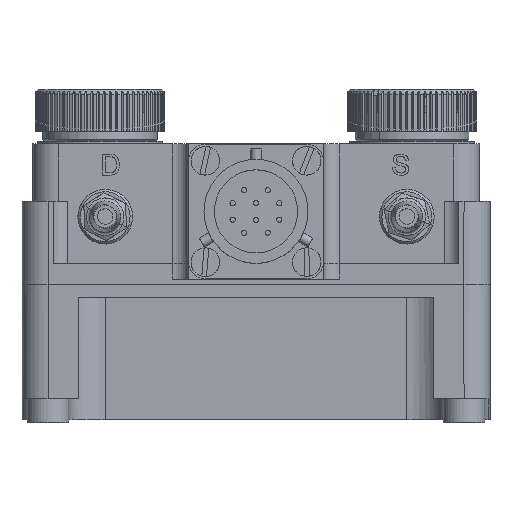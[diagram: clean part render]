
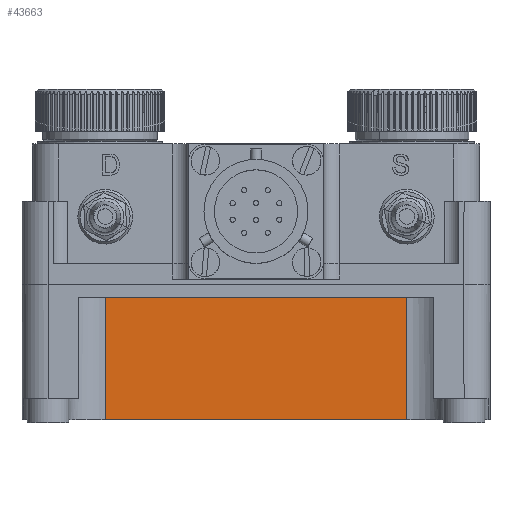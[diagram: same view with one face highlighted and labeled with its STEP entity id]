
A CAD part, top view. The second image highlights one B-rep face of the part: STEP entity #43663.
In plain terms, the highlighted planar face has unit normal (0, 0, 1).
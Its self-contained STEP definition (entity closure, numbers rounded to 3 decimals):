
#408 = EDGE_LOOP ( 'NONE', ( #5165, #18197, #21269, #8935 ) ) ;
#614 = EDGE_CURVE ( 'NONE', #17303, #27068, #6022, .T. ) ;
#698 = VERTEX_POINT ( 'NONE', #29980 ) ;
#2035 = LINE ( 'NONE', #4904, #6838 ) ;
#4904 = CARTESIAN_POINT ( 'NONE',  ( 36., -2.5, 17.8 ) ) ;
#5165 = ORIENTED_EDGE ( 'NONE', *, *, #18431, .F. ) ;
#5600 = EDGE_CURVE ( 'NONE', #26617, #698, #14321, .T. ) ;
#6022 = LINE ( 'NONE', #23159, #42562 ) ;
#6838 = VECTOR ( 'NONE', #8808, 1000. ) ;
#8808 = DIRECTION ( 'NONE',  ( 1., 0., 0. ) ) ;
#8935 = ORIENTED_EDGE ( 'NONE', *, *, #614, .T. ) ;
#9688 = CARTESIAN_POINT ( 'NONE',  ( 29., -2.5, 17.8 ) ) ;
#12414 = DIRECTION ( 'NONE',  ( 0., 0., -1. ) ) ;
#14034 = VECTOR ( 'NONE', #16995, 1000. ) ;
#14321 = LINE ( 'NONE', #38491, #23490 ) ;
#16992 = EDGE_CURVE ( 'NONE', #698, #17303, #30249, .T. ) ;
#16995 = DIRECTION ( 'NONE',  ( 1., 0., 0. ) ) ;
#17303 = VERTEX_POINT ( 'NONE', #43294 ) ;
#18197 = ORIENTED_EDGE ( 'NONE', *, *, #5600, .T. ) ;
#18431 = EDGE_CURVE ( 'NONE', #26617, #27068, #2035, .T. ) ;
#19639 = CARTESIAN_POINT ( 'NONE',  ( -29., -2.5, 17.8 ) ) ;
#20324 = CARTESIAN_POINT ( 'NONE',  ( 36., -26., 17.8 ) ) ;
#21269 = ORIENTED_EDGE ( 'NONE', *, *, #16992, .T. ) ;
#23159 = CARTESIAN_POINT ( 'NONE',  ( 29., -2.5, 17.8 ) ) ;
#23490 = VECTOR ( 'NONE', #38640, 1000. ) ;
#26617 = VERTEX_POINT ( 'NONE', #19639 ) ;
#27068 = VERTEX_POINT ( 'NONE', #9688 ) ;
#29698 = AXIS2_PLACEMENT_3D ( 'NONE', #36022, #12414, #36465 ) ;
#29980 = CARTESIAN_POINT ( 'NONE',  ( -29., -26., 17.8 ) ) ;
#30249 = LINE ( 'NONE', #20324, #14034 ) ;
#31282 = FACE_OUTER_BOUND ( 'NONE', #408, .T. ) ;
#32571 = PLANE ( 'NONE',  #29698 ) ;
#36022 = CARTESIAN_POINT ( 'NONE',  ( 36., -2.5, 17.8 ) ) ;
#36465 = DIRECTION ( 'NONE',  ( -1., 0., 0. ) ) ;
#38491 = CARTESIAN_POINT ( 'NONE',  ( -29., -26., 17.8 ) ) ;
#38640 = DIRECTION ( 'NONE',  ( 0., -1., 0. ) ) ;
#40294 = DIRECTION ( 'NONE',  ( 0., 1., 0. ) ) ;
#42562 = VECTOR ( 'NONE', #40294, 1000. ) ;
#43294 = CARTESIAN_POINT ( 'NONE',  ( 29., -26., 17.8 ) ) ;
#43663 = ADVANCED_FACE ( 'NONE', ( #31282 ), #32571, .F. ) ;
